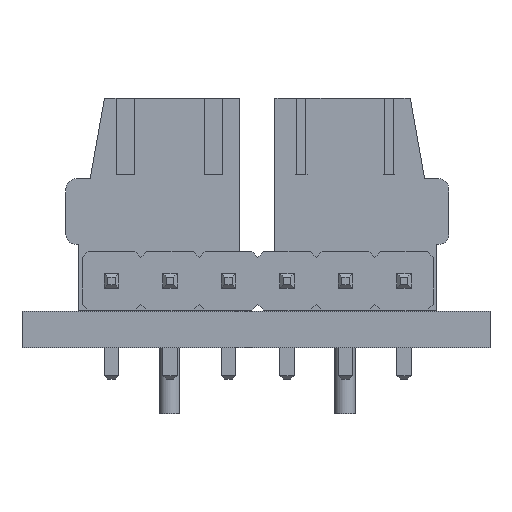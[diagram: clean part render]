
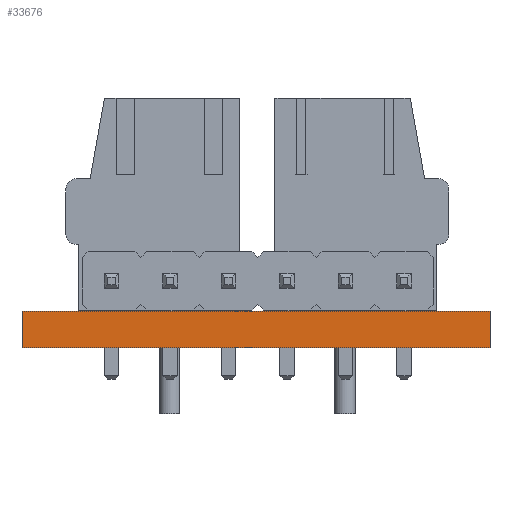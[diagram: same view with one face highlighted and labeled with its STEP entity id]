
A CAD part, front view. The second image highlights one B-rep face of the part: STEP entity #33676.
In plain terms, the highlighted planar face has unit normal (0, -1, 0).
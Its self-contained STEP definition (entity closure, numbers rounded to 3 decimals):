
#33676 = ADVANCED_FACE('',(#33677),#33691,.T.);
#33677 = FACE_BOUND('',#33678,.T.);
#33678 = EDGE_LOOP('',(#33679,#33714,#33742,#33770));
#33679 = ORIENTED_EDGE('',*,*,#33680,.T.);
#33680 = EDGE_CURVE('',#33681,#33683,#33685,.T.);
#33681 = VERTEX_POINT('',#33682);
#33682 = CARTESIAN_POINT('',(45.72,-59.69,0.));
#33683 = VERTEX_POINT('',#33684);
#33684 = CARTESIAN_POINT('',(45.72,-59.69,1.58));
#33685 = SURFACE_CURVE('',#33686,(#33690,#33702),.PCURVE_S1.);
#33686 = LINE('',#33687,#33688);
#33687 = CARTESIAN_POINT('',(45.72,-59.69,0.));
#33688 = VECTOR('',#33689,1.);
#33689 = DIRECTION('',(0.,0.,1.));
#33690 = PCURVE('',#33691,#33696);
#33691 = PLANE('',#33692);
#33692 = AXIS2_PLACEMENT_3D('',#33693,#33694,#33695);
#33693 = CARTESIAN_POINT('',(45.72,-59.69,0.));
#33694 = DIRECTION('',(0.,-1.,0.));
#33695 = DIRECTION('',(-1.,0.,0.));
#33696 = DEFINITIONAL_REPRESENTATION('',(#33697),#33701);
#33697 = LINE('',#33698,#33699);
#33698 = CARTESIAN_POINT('',(0.,-0.));
#33699 = VECTOR('',#33700,1.);
#33700 = DIRECTION('',(0.,-1.));
#33701 = ( GEOMETRIC_REPRESENTATION_CONTEXT(2) 
PARAMETRIC_REPRESENTATION_CONTEXT() REPRESENTATION_CONTEXT('2D SPACE',''
  ) );
#33702 = PCURVE('',#33703,#33708);
#33703 = PLANE('',#33704);
#33704 = AXIS2_PLACEMENT_3D('',#33705,#33706,#33707);
#33705 = CARTESIAN_POINT('',(45.72,-25.4,0.));
#33706 = DIRECTION('',(1.,0.,-0.));
#33707 = DIRECTION('',(0.,-1.,0.));
#33708 = DEFINITIONAL_REPRESENTATION('',(#33709),#33713);
#33709 = LINE('',#33710,#33711);
#33710 = CARTESIAN_POINT('',(34.29,0.));
#33711 = VECTOR('',#33712,1.);
#33712 = DIRECTION('',(0.,-1.));
#33713 = ( GEOMETRIC_REPRESENTATION_CONTEXT(2) 
PARAMETRIC_REPRESENTATION_CONTEXT() REPRESENTATION_CONTEXT('2D SPACE',''
  ) );
#33714 = ORIENTED_EDGE('',*,*,#33715,.T.);
#33715 = EDGE_CURVE('',#33683,#33716,#33718,.T.);
#33716 = VERTEX_POINT('',#33717);
#33717 = CARTESIAN_POINT('',(25.4,-59.69,1.58));
#33718 = SURFACE_CURVE('',#33719,(#33723,#33730),.PCURVE_S1.);
#33719 = LINE('',#33720,#33721);
#33720 = CARTESIAN_POINT('',(45.72,-59.69,1.58));
#33721 = VECTOR('',#33722,1.);
#33722 = DIRECTION('',(-1.,0.,0.));
#33723 = PCURVE('',#33691,#33724);
#33724 = DEFINITIONAL_REPRESENTATION('',(#33725),#33729);
#33725 = LINE('',#33726,#33727);
#33726 = CARTESIAN_POINT('',(0.,-1.58));
#33727 = VECTOR('',#33728,1.);
#33728 = DIRECTION('',(1.,0.));
#33729 = ( GEOMETRIC_REPRESENTATION_CONTEXT(2) 
PARAMETRIC_REPRESENTATION_CONTEXT() REPRESENTATION_CONTEXT('2D SPACE',''
  ) );
#33730 = PCURVE('',#33731,#33736);
#33731 = PLANE('',#33732);
#33732 = AXIS2_PLACEMENT_3D('',#33733,#33734,#33735);
#33733 = CARTESIAN_POINT('',(35.56,-42.545,1.58));
#33734 = DIRECTION('',(-0.,-0.,-1.));
#33735 = DIRECTION('',(-1.,0.,0.));
#33736 = DEFINITIONAL_REPRESENTATION('',(#33737),#33741);
#33737 = LINE('',#33738,#33739);
#33738 = CARTESIAN_POINT('',(-10.16,-17.145));
#33739 = VECTOR('',#33740,1.);
#33740 = DIRECTION('',(1.,0.));
#33741 = ( GEOMETRIC_REPRESENTATION_CONTEXT(2) 
PARAMETRIC_REPRESENTATION_CONTEXT() REPRESENTATION_CONTEXT('2D SPACE',''
  ) );
#33742 = ORIENTED_EDGE('',*,*,#33743,.F.);
#33743 = EDGE_CURVE('',#33744,#33716,#33746,.T.);
#33744 = VERTEX_POINT('',#33745);
#33745 = CARTESIAN_POINT('',(25.4,-59.69,0.));
#33746 = SURFACE_CURVE('',#33747,(#33751,#33758),.PCURVE_S1.);
#33747 = LINE('',#33748,#33749);
#33748 = CARTESIAN_POINT('',(25.4,-59.69,0.));
#33749 = VECTOR('',#33750,1.);
#33750 = DIRECTION('',(0.,0.,1.));
#33751 = PCURVE('',#33691,#33752);
#33752 = DEFINITIONAL_REPRESENTATION('',(#33753),#33757);
#33753 = LINE('',#33754,#33755);
#33754 = CARTESIAN_POINT('',(20.32,0.));
#33755 = VECTOR('',#33756,1.);
#33756 = DIRECTION('',(0.,-1.));
#33757 = ( GEOMETRIC_REPRESENTATION_CONTEXT(2) 
PARAMETRIC_REPRESENTATION_CONTEXT() REPRESENTATION_CONTEXT('2D SPACE',''
  ) );
#33758 = PCURVE('',#33759,#33764);
#33759 = PLANE('',#33760);
#33760 = AXIS2_PLACEMENT_3D('',#33761,#33762,#33763);
#33761 = CARTESIAN_POINT('',(25.4,-59.69,0.));
#33762 = DIRECTION('',(-1.,0.,0.));
#33763 = DIRECTION('',(0.,1.,0.));
#33764 = DEFINITIONAL_REPRESENTATION('',(#33765),#33769);
#33765 = LINE('',#33766,#33767);
#33766 = CARTESIAN_POINT('',(0.,0.));
#33767 = VECTOR('',#33768,1.);
#33768 = DIRECTION('',(0.,-1.));
#33769 = ( GEOMETRIC_REPRESENTATION_CONTEXT(2) 
PARAMETRIC_REPRESENTATION_CONTEXT() REPRESENTATION_CONTEXT('2D SPACE',''
  ) );
#33770 = ORIENTED_EDGE('',*,*,#33771,.F.);
#33771 = EDGE_CURVE('',#33681,#33744,#33772,.T.);
#33772 = SURFACE_CURVE('',#33773,(#33777,#33784),.PCURVE_S1.);
#33773 = LINE('',#33774,#33775);
#33774 = CARTESIAN_POINT('',(45.72,-59.69,0.));
#33775 = VECTOR('',#33776,1.);
#33776 = DIRECTION('',(-1.,0.,0.));
#33777 = PCURVE('',#33691,#33778);
#33778 = DEFINITIONAL_REPRESENTATION('',(#33779),#33783);
#33779 = LINE('',#33780,#33781);
#33780 = CARTESIAN_POINT('',(0.,-0.));
#33781 = VECTOR('',#33782,1.);
#33782 = DIRECTION('',(1.,0.));
#33783 = ( GEOMETRIC_REPRESENTATION_CONTEXT(2) 
PARAMETRIC_REPRESENTATION_CONTEXT() REPRESENTATION_CONTEXT('2D SPACE',''
  ) );
#33784 = PCURVE('',#33785,#33790);
#33785 = PLANE('',#33786);
#33786 = AXIS2_PLACEMENT_3D('',#33787,#33788,#33789);
#33787 = CARTESIAN_POINT('',(35.56,-42.545,0.));
#33788 = DIRECTION('',(-0.,-0.,-1.));
#33789 = DIRECTION('',(-1.,0.,0.));
#33790 = DEFINITIONAL_REPRESENTATION('',(#33791),#33795);
#33791 = LINE('',#33792,#33793);
#33792 = CARTESIAN_POINT('',(-10.16,-17.145));
#33793 = VECTOR('',#33794,1.);
#33794 = DIRECTION('',(1.,0.));
#33795 = ( GEOMETRIC_REPRESENTATION_CONTEXT(2) 
PARAMETRIC_REPRESENTATION_CONTEXT() REPRESENTATION_CONTEXT('2D SPACE',''
  ) );
